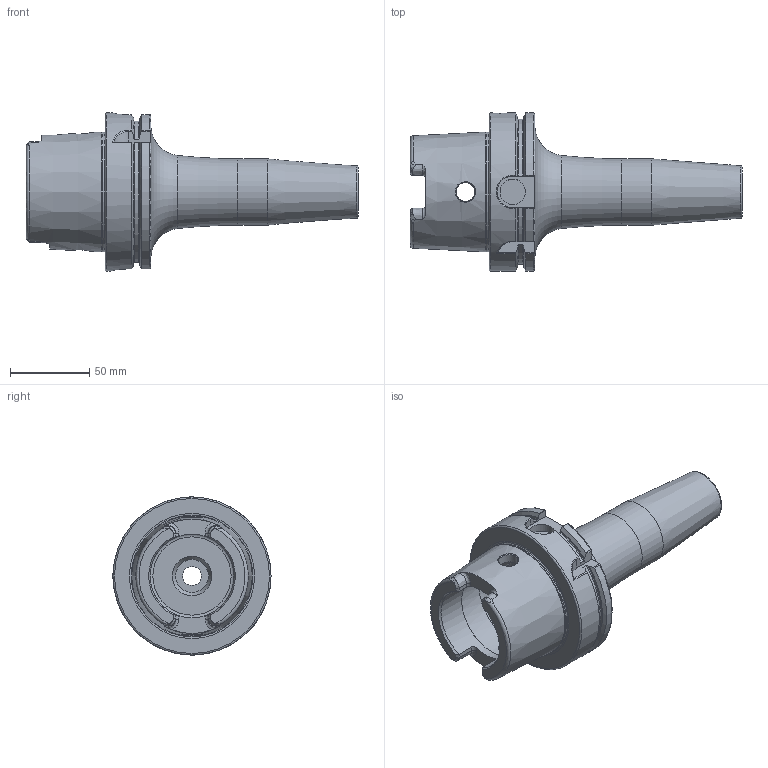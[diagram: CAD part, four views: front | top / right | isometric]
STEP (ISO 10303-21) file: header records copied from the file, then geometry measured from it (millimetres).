
FILE_DESCRIPTION(/* description */ (''),/* implementation_level */ '2;1');
FILE_NAME(/* name */ 'HSK100A-SD075-160.stp',/* time_stamp */ '2019-07-08T15:56:53-05:00',/* author */ ('ldfli'),/* organization */ ('Pioneer N.A.'),/* preprocessor_version */ 'ST-DEVELOPER v18',/* originating_system */ 'Autodesk Inventor LT',/* authorisation */ '');
FILE_SCHEMA (('AUTOMOTIVE_DESIGN { 1 0 10303 214 3 1 1 }'));
Length unit declared in the file: millimetre
Products named in the file (1): HSK100A-SD075-160
Bounding box: 210 x 100 x 100 mm (x, y, z)
Volume: 413842.2 mm3; surface area: 71240.6 mm2
Topology: 1 solids, 1 shells, 170 faces, 476 edges, 315 vertices
Faces by surface type: plane 57, bspline 46, cylinder 29, torus 21, cone 17
Full cylindrical faces by diameter (mm): 10 x1, 12 x3, 13.835 x1, 16 x1, 19.05 x1, 21 x2, 26 x1, 42 x1, 53 x2, 63 x1, 75.519 x1, 100 x1
Entity records: 8521 total; most frequent: CARTESIAN_POINT 4385, ORIENTED_EDGE 956, DIRECTION 732, EDGE_CURVE 478, VERTEX_POINT 317, AXIS2_PLACEMENT_3D 284, EDGE_LOOP 183, FACE_OUTER_BOUND 170
